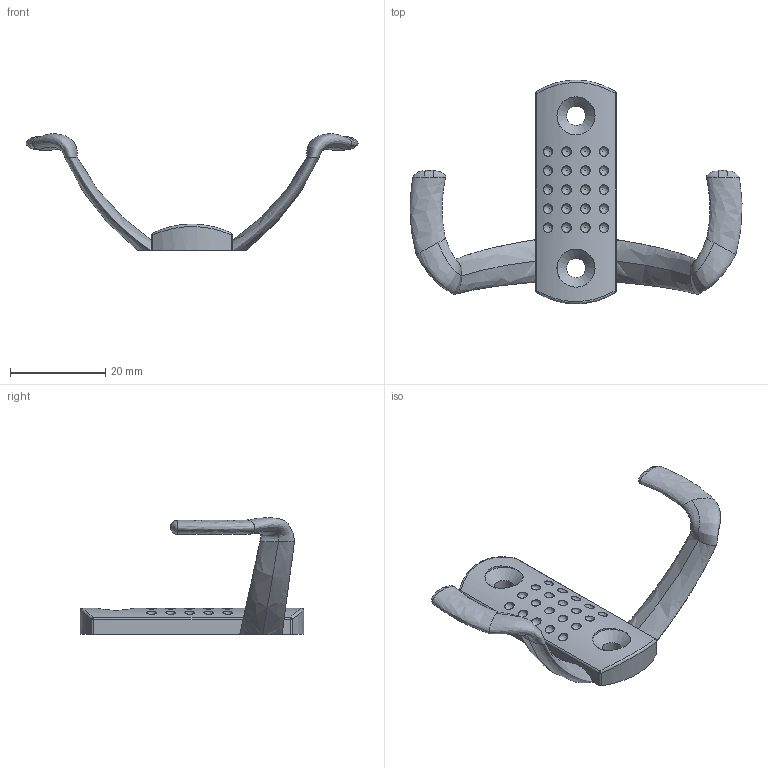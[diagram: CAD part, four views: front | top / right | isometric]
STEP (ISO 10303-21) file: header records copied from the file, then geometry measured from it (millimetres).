
FILE_DESCRIPTION(/* description */ (''),/* implementation_level */ '2;1');
FILE_NAME(/* name */ 'WZ-B0-K23-01.stp',/* time_stamp */ '2021-09-01T09:43:47+02:00',/* author */ ('SławomirO'),/* organization */ (''),/* preprocessor_version */ 'ST-DEVELOPER v18.1',/* originating_system */ 'Autodesk Inventor 2021',/* authorisation */ '');
FILE_SCHEMA (('AUTOMOTIVE_DESIGN { 1 0 10303 214 3 1 1 }'));
Length unit declared in the file: millimetre
Products named in the file (1): WZ-B0-K23-01
Bounding box: 69.77 x 46.97 x 24.53 mm (x, y, z)
Volume: 5206.4 mm3; surface area: 3910.6 mm2
Topology: 1 solids, 1 shells, 106 faces, 247 edges, 161 vertices
Faces by surface type: bspline 62, cylinder 33, plane 5, sphere 4, cone 2
Full cylindrical faces by diameter (mm): 4 x2, 8 x2
Entity records: 10689 total; most frequent: CARTESIAN_POINT 8617, ORIENTED_EDGE 480, DIRECTION 254, EDGE_CURVE 240, VERTEX_POINT 156, B_SPLINE_CURVE_WITH_KNOTS 140, EDGE_LOOP 130, FACE_OUTER_BOUND 106
